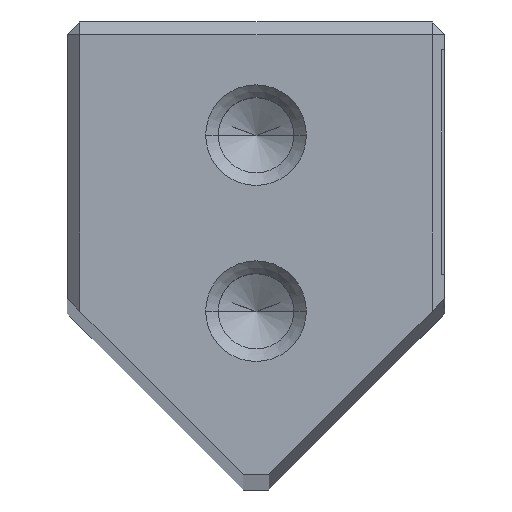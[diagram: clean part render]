
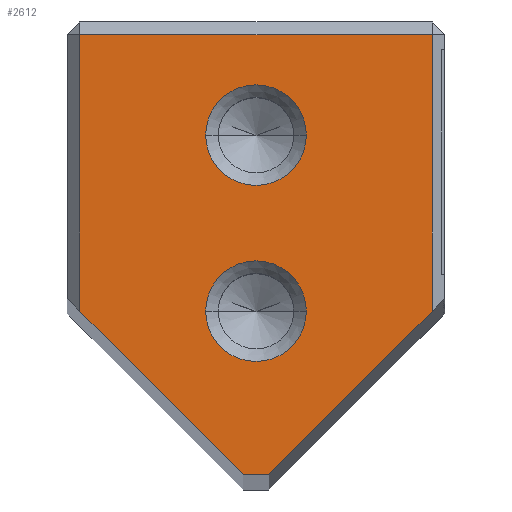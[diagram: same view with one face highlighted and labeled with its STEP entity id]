
A CAD part, top view. The second image highlights one B-rep face of the part: STEP entity #2612.
In plain terms, the highlighted planar face has unit normal (0, 0, 1).
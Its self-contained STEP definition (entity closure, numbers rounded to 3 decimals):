
#2612=ADVANCED_FACE('',(#3548,#3549,#3550),#2961,.T.);
#2961=PLANE('',#9467);
#3208=CIRCLE('',#9327,2.);
#3210=CIRCLE('',#9330,2.);
#3299=CIRCLE('',#9465,2.);
#3300=CIRCLE('',#9466,2.);
#3548=FACE_BOUND('',#3668,.T.);
#3549=FACE_BOUND('',#3669,.T.);
#3550=FACE_BOUND('',#3670,.T.);
#3668=EDGE_LOOP('',(#4580,#4581));
#3669=EDGE_LOOP('',(#4582,#4583));
#3670=EDGE_LOOP('',(#4584,#4585,#4586,#4587,#4588,#4589));
#4580=ORIENTED_EDGE('',*,*,#7093,.T.);
#4581=ORIENTED_EDGE('',*,*,#7277,.T.);
#4582=ORIENTED_EDGE('',*,*,#7089,.T.);
#4583=ORIENTED_EDGE('',*,*,#7278,.T.);
#4584=ORIENTED_EDGE('',*,*,#7255,.T.);
#4585=ORIENTED_EDGE('',*,*,#7279,.T.);
#4586=ORIENTED_EDGE('',*,*,#7280,.T.);
#4587=ORIENTED_EDGE('',*,*,#7281,.T.);
#4588=ORIENTED_EDGE('',*,*,#7261,.T.);
#4589=ORIENTED_EDGE('',*,*,#7257,.T.);
#6395=VERTEX_POINT('',#12156);
#6396=VERTEX_POINT('',#12158);
#6399=VERTEX_POINT('',#12165);
#6400=VERTEX_POINT('',#12167);
#6511=VERTEX_POINT('',#12501);
#6512=VERTEX_POINT('',#12503);
#6513=VERTEX_POINT('',#12507);
#6516=VERTEX_POINT('',#12515);
#6523=VERTEX_POINT('',#12543);
#6524=VERTEX_POINT('',#12545);
#7089=EDGE_CURVE('',#6396,#6395,#3208,.T.);
#7093=EDGE_CURVE('',#6400,#6399,#3210,.T.);
#7255=EDGE_CURVE('',#6512,#6511,#8107,.T.);
#7257=EDGE_CURVE('',#6513,#6512,#8109,.T.);
#7261=EDGE_CURVE('',#6516,#6513,#8113,.T.);
#7277=EDGE_CURVE('',#6399,#6400,#3299,.T.);
#7278=EDGE_CURVE('',#6395,#6396,#3300,.T.);
#7279=EDGE_CURVE('',#6511,#6523,#8122,.T.);
#7280=EDGE_CURVE('',#6523,#6524,#8123,.T.);
#7281=EDGE_CURVE('',#6524,#6516,#8124,.T.);
#8107=LINE('',#12502,#8824);
#8109=LINE('',#12506,#8826);
#8113=LINE('',#12514,#8830);
#8122=LINE('',#12542,#8839);
#8123=LINE('',#12544,#8840);
#8124=LINE('',#12546,#8841);
#8824=VECTOR('',#10315,1.);
#8826=VECTOR('',#10319,1.);
#8830=VECTOR('',#10325,1.);
#8839=VECTOR('',#10358,1.);
#8840=VECTOR('',#10359,1.);
#8841=VECTOR('',#10360,1.);
#9327=AXIS2_PLACEMENT_3D('',#12157,#9988,#9989);
#9330=AXIS2_PLACEMENT_3D('',#12166,#9996,#9997);
#9465=AXIS2_PLACEMENT_3D('',#12540,#10354,#10355);
#9466=AXIS2_PLACEMENT_3D('',#12541,#10356,#10357);
#9467=AXIS2_PLACEMENT_3D('',#12547,#10361,#10362);
#9988=DIRECTION('',(0.,0.,-1.));
#9989=DIRECTION('',(1.,0.,0.));
#9996=DIRECTION('',(0.,0.,-1.));
#9997=DIRECTION('',(1.,0.,0.));
#10315=DIRECTION('',(0.707,0.707,0.));
#10319=DIRECTION('',(1.,0.,0.));
#10325=DIRECTION('',(0.707,-0.707,0.));
#10354=DIRECTION('',(0.,0.,-1.));
#10355=DIRECTION('',(1.,0.,0.));
#10356=DIRECTION('',(0.,0.,-1.));
#10357=DIRECTION('',(1.,0.,0.));
#10358=DIRECTION('',(0.,1.,0.));
#10359=DIRECTION('',(-1.,0.,0.));
#10360=DIRECTION('',(0.,-1.,0.));
#10361=DIRECTION('',(0.,0.,1.));
#10362=DIRECTION('',(1.,0.,0.));
#12156=CARTESIAN_POINT('',(-2.,26.5,0.));
#12157=CARTESIAN_POINT('',(0.,26.5,0.));
#12158=CARTESIAN_POINT('',(2.,26.5,0.));
#12165=CARTESIAN_POINT('',(-2.,19.5,0.));
#12166=CARTESIAN_POINT('',(0.,19.5,0.));
#12167=CARTESIAN_POINT('',(2.,19.5,0.));
#12501=CARTESIAN_POINT('',(7.,19.5,0.));
#12502=CARTESIAN_POINT('',(0.5,13.,0.));
#12503=CARTESIAN_POINT('',(0.5,13.,0.));
#12506=CARTESIAN_POINT('',(-0.5,13.,0.));
#12507=CARTESIAN_POINT('',(-0.5,13.,0.));
#12514=CARTESIAN_POINT('',(-0.5,13.,0.));
#12515=CARTESIAN_POINT('',(-7.,19.5,0.));
#12540=CARTESIAN_POINT('',(0.,19.5,0.));
#12541=CARTESIAN_POINT('',(0.,26.5,0.));
#12542=CARTESIAN_POINT('',(7.,12.5,0.));
#12543=CARTESIAN_POINT('',(7.,30.5,0.));
#12544=CARTESIAN_POINT('',(0.,30.5,0.));
#12545=CARTESIAN_POINT('',(-7.,30.5,0.));
#12546=CARTESIAN_POINT('',(-7.,12.5,0.));
#12547=CARTESIAN_POINT('',(0.,12.5,0.));
